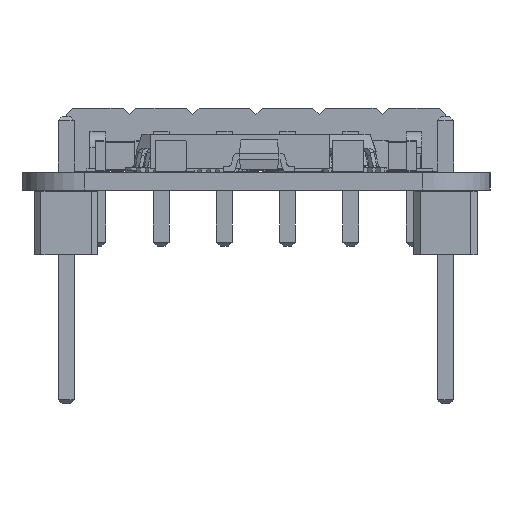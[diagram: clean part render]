
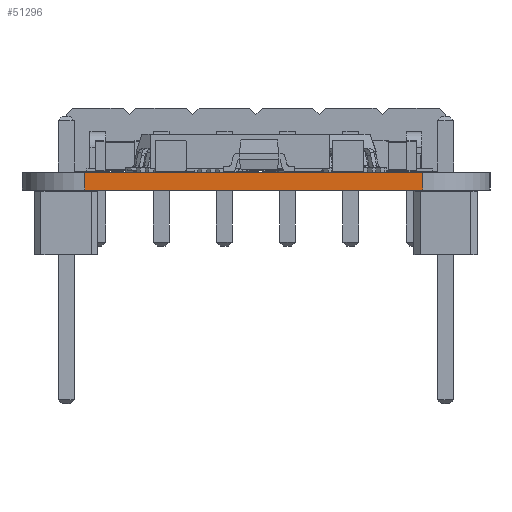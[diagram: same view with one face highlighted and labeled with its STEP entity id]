
A CAD part, front view. The second image highlights one B-rep face of the part: STEP entity #51296.
In plain terms, the highlighted planar face has unit normal (0, -1, 0).
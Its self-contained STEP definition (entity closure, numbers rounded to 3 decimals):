
#50221 = VERTEX_POINT('',#50222);
#50222 = CARTESIAN_POINT('',(0.74,-40.671,0.));
#50229 = EDGE_CURVE('',#50230,#50221,#50232,.T.);
#50230 = VERTEX_POINT('',#50231);
#50231 = CARTESIAN_POINT('',(14.327,-40.671,0.));
#50232 = LINE('',#50233,#50234);
#50233 = CARTESIAN_POINT('',(14.327,-40.671,0.));
#50234 = VECTOR('',#50235,1.);
#50235 = DIRECTION('',(-1.,0.,0.));
#50715 = VERTEX_POINT('',#50716);
#50716 = CARTESIAN_POINT('',(0.74,-40.671,0.7));
#50723 = EDGE_CURVE('',#50724,#50715,#50726,.T.);
#50724 = VERTEX_POINT('',#50725);
#50725 = CARTESIAN_POINT('',(14.327,-40.671,0.7));
#50726 = LINE('',#50727,#50728);
#50727 = CARTESIAN_POINT('',(14.327,-40.671,0.7));
#50728 = VECTOR('',#50729,1.);
#50729 = DIRECTION('',(-1.,0.,0.));
#51268 = EDGE_CURVE('',#50230,#50724,#51269,.T.);
#51269 = LINE('',#51270,#51271);
#51270 = CARTESIAN_POINT('',(14.327,-40.671,0.));
#51271 = VECTOR('',#51272,1.);
#51272 = DIRECTION('',(0.,0.,1.));
#51283 = EDGE_CURVE('',#50221,#50715,#51284,.T.);
#51284 = LINE('',#51285,#51286);
#51285 = CARTESIAN_POINT('',(0.74,-40.671,0.));
#51286 = VECTOR('',#51287,1.);
#51287 = DIRECTION('',(0.,0.,1.));
#51296 = ADVANCED_FACE('',(#51297),#51303,.T.);
#51297 = FACE_BOUND('',#51298,.T.);
#51298 = EDGE_LOOP('',(#51299,#51300,#51301,#51302));
#51299 = ORIENTED_EDGE('',*,*,#51268,.T.);
#51300 = ORIENTED_EDGE('',*,*,#50723,.T.);
#51301 = ORIENTED_EDGE('',*,*,#51283,.F.);
#51302 = ORIENTED_EDGE('',*,*,#50229,.F.);
#51303 = PLANE('',#51304);
#51304 = AXIS2_PLACEMENT_3D('',#51305,#51306,#51307);
#51305 = CARTESIAN_POINT('',(14.327,-40.671,0.));
#51306 = DIRECTION('',(0.,-1.,0.));
#51307 = DIRECTION('',(-1.,0.,0.));
